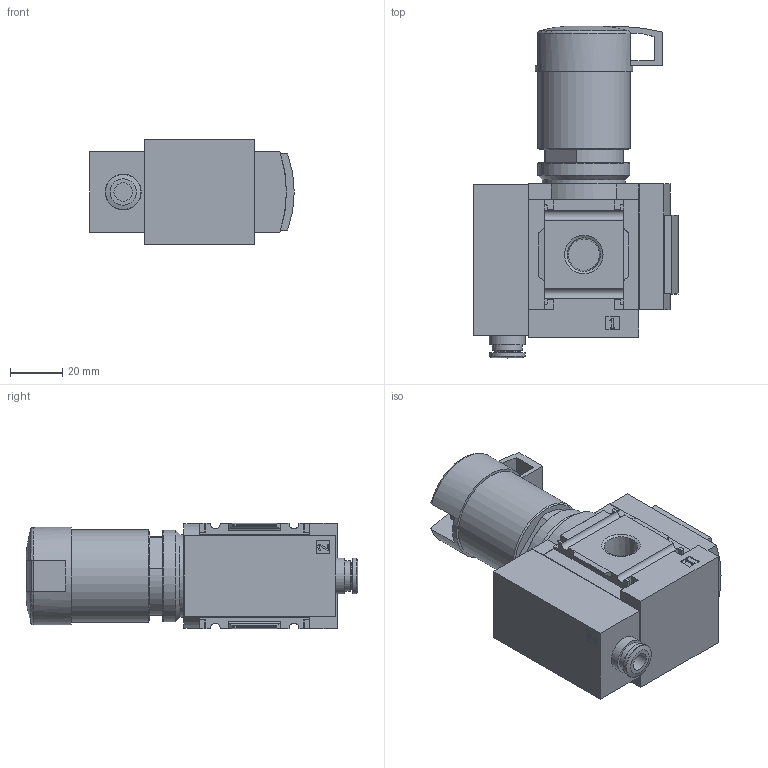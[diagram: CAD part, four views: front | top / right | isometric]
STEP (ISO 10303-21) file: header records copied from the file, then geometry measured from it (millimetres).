
FILE_DESCRIPTION(/* description */ ('STEP AP214'),/* implementation_level */ '2;1');
FILE_NAME(/* name */ '531790_MS4N-LRB-1_4-D7-AS-BI',/* time_stamp */ '2024-09-09T22:21:25+02:00',/* author */ ('License CC BY-ND 4.0'),/* organization */ ('CADENAS'),/* preprocessor_version */ 'ST-DEVELOPER v19.3',/* originating_system */ 'PARTsolutions',/* authorisation */ ' ');
FILE_SCHEMA (('AUTOMOTIVE_DESIGN {1 0 10303 214 3 1 1}'));
Length unit declared in the file: millimetre
Products named in the file (3): 531790 MS4N-LRB-1/4-D7-AS-BI; 527693 MS4N-LRB-1/4-D7-AS-BI-0D; 3343944 LRP-...-6
Assembly tree (2 placements, depth 2):
  531790 MS4N-LRB-1/4-D7-AS-BI
    527693 MS4N-LRB-1/4-D7-AS-BI-0D
    3343944 LRP-...-6
Bounding box: 78 x 126.6 x 40.2 mm (x, y, z)
Volume: 202635.1 mm3; surface area: 31308.6 mm2
Topology: 2 solids, 2 shells, 251 faces, 668 edges, 439 vertices
Faces by surface type: plane 180, cylinder 55, cone 10, torus 6
Full cylindrical faces by diameter (mm): 7 x1, 10 x1, 11.5 x1, 13.7 x2, 28.376 x1, 31.6 x1, 35 x1, 35.2 x1, 37.2 x1
Entity records: 9392 total; most frequent: CARTESIAN_POINT 1365, ORIENTED_EDGE 1286, DIRECTION 1275, EDGE_CURVE 643, LINE 499, VECTOR 499, VERTEX_POINT 436, AXIS2_PLACEMENT_3D 388
